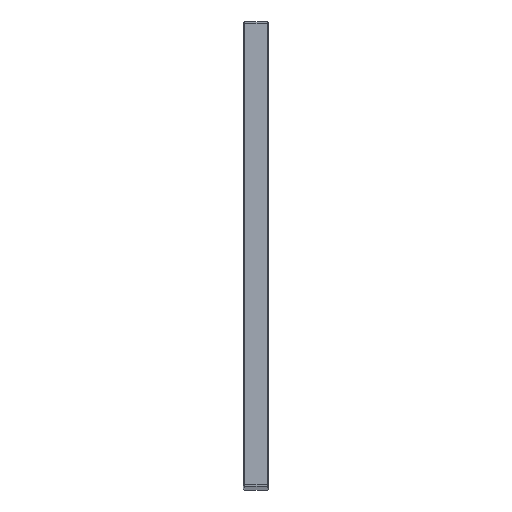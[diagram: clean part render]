
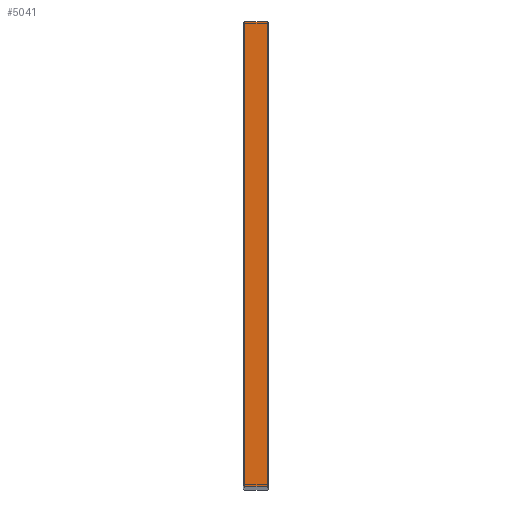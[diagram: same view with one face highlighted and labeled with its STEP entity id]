
A CAD part, top view. The second image highlights one B-rep face of the part: STEP entity #5041.
In plain terms, the highlighted planar face has unit normal (0, 0, 1).
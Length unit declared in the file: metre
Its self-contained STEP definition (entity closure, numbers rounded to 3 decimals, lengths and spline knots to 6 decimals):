
#1125=ORIENTED_EDGE('',*,*,#2175,.F.);
#1126=ORIENTED_EDGE('',*,*,#2172,.F.);
#1127=ORIENTED_EDGE('',*,*,#2176,.T.);
#1128=ORIENTED_EDGE('',*,*,#2162,.T.);
#2162=EDGE_CURVE('',#2738,#2737,#3277,.T.);
#2172=EDGE_CURVE('',#2743,#2744,#3282,.T.);
#2175=EDGE_CURVE('',#2744,#2737,#3283,.T.);
#2176=EDGE_CURVE('',#2743,#2738,#3284,.T.);
#2737=VERTEX_POINT('',#8030);
#2738=VERTEX_POINT('',#8032);
#2743=VERTEX_POINT('',#8051);
#2744=VERTEX_POINT('',#8052);
#3277=LINE('',#8031,#3849);
#3282=LINE('',#8050,#3854);
#3283=LINE('',#8056,#3855);
#3284=LINE('',#8057,#3856);
#3849=VECTOR('',#6445,1.);
#3854=VECTOR('',#6468,1.);
#3855=VECTOR('',#6475,1.);
#3856=VECTOR('',#6476,1.);
#4151=EDGE_LOOP('',(#1125,#1126,#1127,#1128));
#4527=FACE_BOUND('',#4151,.T.);
#4843=PLANE('',#5392);
#5041=ADVANCED_FACE('',(#4527),#4843,.T.);
#5392=AXIS2_PLACEMENT_3D('',#8055,#6473,#6474);
#6445=DIRECTION('',(0.,-1.,0.));
#6468=DIRECTION('',(0.,-1.,0.));
#6473=DIRECTION('',(0.,0.,1.));
#6474=DIRECTION('',(1.,0.,0.));
#6475=DIRECTION('',(-1.,0.,0.));
#6476=DIRECTION('',(-1.,0.,0.));
#8030=CARTESIAN_POINT('',(-0.011,-0.0125,2.0875));
#8031=CARTESIAN_POINT('',(-0.011,0.425,2.0875));
#8032=CARTESIAN_POINT('',(-0.011,0.4375,2.0875));
#8050=CARTESIAN_POINT('',(0.011,0.425,2.0875));
#8051=CARTESIAN_POINT('',(0.011,0.4375,2.0875));
#8052=CARTESIAN_POINT('',(0.011,-0.0125,2.0875));
#8055=CARTESIAN_POINT('',(0.,0.425,2.0875));
#8056=CARTESIAN_POINT('',(0.,-0.0125,2.0875));
#8057=CARTESIAN_POINT('',(0.,0.4375,2.0875));
